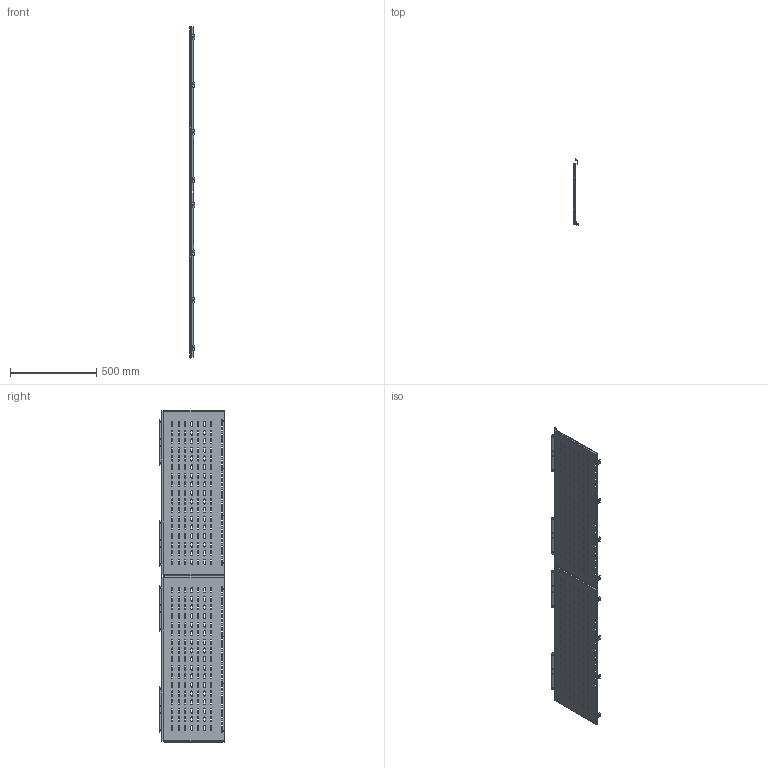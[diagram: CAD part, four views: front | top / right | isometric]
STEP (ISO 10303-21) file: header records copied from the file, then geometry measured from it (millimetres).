
FILE_DESCRIPTION (( 'STEP AP203' ), '1' );
FILE_NAME ('FO-00-SWBF-040-200 FORMAT Ïåðåãîðîäêà ñåêö. âñòð. îòñåêà çàäíÿÿ 400õ2000 IEK.STEP', '2024-07-25T12:59:57', ( '' ), ( '' ), 'SwSTEP 2.0', 'SolidWorks 2022', '' );
FILE_SCHEMA (( 'CONFIG_CONTROL_DESIGN' ));
Length unit declared in the file: millimetre
Products named in the file (1): FO-00-SWBF-040-200 FORMAT Перегородка секц. встр. отсека задняя 400х2000 IEK
Bounding box: 30.51 x 381.07 x 1926.7 mm (x, y, z)
Volume: 1087118.3 mm3; surface area: 1482545.1 mm2
Topology: 18 solids, 18 shells, 2170 faces, 6290 edges, 4172 vertices
Faces by surface type: cylinder 1134, plane 972, cone 32, torus 32
Entity records: 73601 total; most frequent: DIRECTION 12996, CARTESIAN_POINT 12633, ORIENTED_EDGE 12580, EDGE_CURVE 6290, AXIS2_PLACEMENT_3D 4535, VERTEX_POINT 4172, LINE 3926, VECTOR 3926
